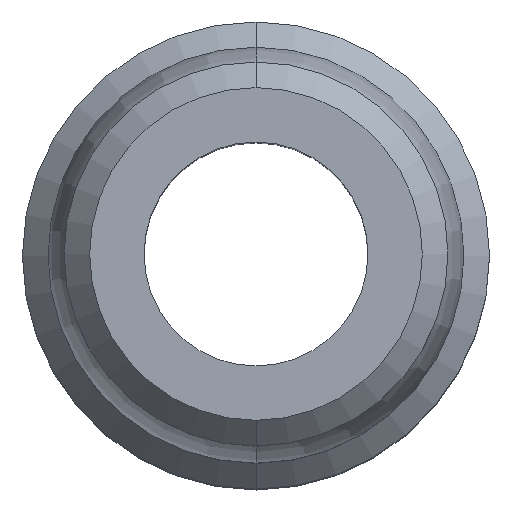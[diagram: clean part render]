
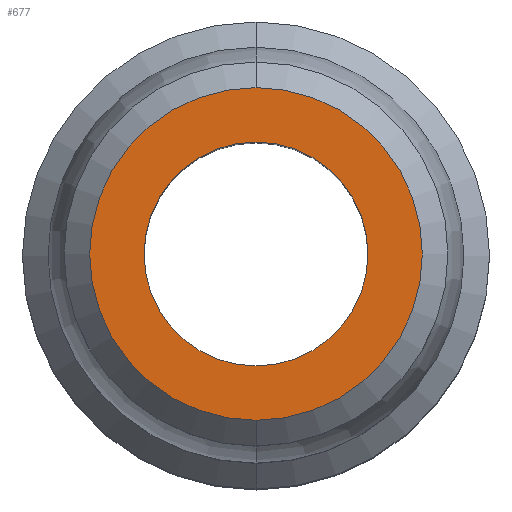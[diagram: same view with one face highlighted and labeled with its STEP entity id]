
A CAD part, top view. The second image highlights one B-rep face of the part: STEP entity #677.
In plain terms, the highlighted planar face has unit normal (0, 0, 1).
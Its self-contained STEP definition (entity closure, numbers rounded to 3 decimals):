
#19 = DIRECTION ( 'NONE',  ( 0., 0., 1. ) ) ;
#21 = DIRECTION ( 'NONE',  ( 0., 0., -1. ) ) ;
#22 = CARTESIAN_POINT ( 'NONE',  ( 0., 6., 45. ) ) ;
#126 = EDGE_CURVE ( 'NONE', #896, #578, #1005, .T. ) ;
#184 = DIRECTION ( 'NONE',  ( 0., -1., 0. ) ) ;
#297 = ORIENTED_EDGE ( 'NONE', *, *, #298, .T. ) ;
#298 = EDGE_CURVE ( 'NONE', #537, #499, #876, .T. ) ;
#336 = DIRECTION ( 'NONE',  ( 0., 0., -1. ) ) ;
#339 = DIRECTION ( 'NONE',  ( 0., 1., 0. ) ) ;
#360 = DIRECTION ( 'NONE',  ( 0., 0., 1. ) ) ;
#368 = CIRCLE ( 'NONE', #542, 3.5 ) ;
#375 = CARTESIAN_POINT ( 'NONE',  ( 0., 5.2, 45. ) ) ;
#377 = CIRCLE ( 'NONE', #947, 5.2 ) ;
#386 = AXIS2_PLACEMENT_3D ( 'NONE', #400, #895, #729 ) ;
#400 = CARTESIAN_POINT ( 'NONE',  ( 0., 0., 45. ) ) ;
#423 = DIRECTION ( 'NONE',  ( 0., 1., 0. ) ) ;
#471 = AXIS2_PLACEMENT_3D ( 'NONE', #575, #336, #423 ) ;
#499 = VERTEX_POINT ( 'NONE', #771 ) ;
#521 = CARTESIAN_POINT ( 'NONE',  ( 0., -3.5, 45. ) ) ;
#537 = VERTEX_POINT ( 'NONE', #521 ) ;
#542 = AXIS2_PLACEMENT_3D ( 'NONE', #832, #21, #339 ) ;
#551 = ORIENTED_EDGE ( 'NONE', *, *, #126, .T. ) ;
#575 = CARTESIAN_POINT ( 'NONE',  ( 0., 0., 45. ) ) ;
#578 = VERTEX_POINT ( 'NONE', #375 ) ;
#629 = EDGE_LOOP ( 'NONE', ( #702, #551 ) ) ;
#638 = EDGE_CURVE ( 'NONE', #578, #896, #377, .T. ) ;
#675 = CARTESIAN_POINT ( 'NONE',  ( 0., 0., 45. ) ) ;
#677 = ADVANCED_FACE ( 'NONE', ( #787, #1031 ), #720, .T. ) ;
#702 = ORIENTED_EDGE ( 'NONE', *, *, #638, .T. ) ;
#720 = PLANE ( 'NONE',  #726 ) ;
#726 = AXIS2_PLACEMENT_3D ( 'NONE', #22, #19, #1019 ) ;
#729 = DIRECTION ( 'NONE',  ( 0., -1., 0. ) ) ;
#732 = EDGE_CURVE ( 'NONE', #499, #537, #368, .T. ) ;
#771 = CARTESIAN_POINT ( 'NONE',  ( 0., 3.5, 45. ) ) ;
#787 = FACE_OUTER_BOUND ( 'NONE', #629, .T. ) ;
#806 = EDGE_LOOP ( 'NONE', ( #856, #297 ) ) ;
#832 = CARTESIAN_POINT ( 'NONE',  ( 0., 0., 45. ) ) ;
#856 = ORIENTED_EDGE ( 'NONE', *, *, #732, .T. ) ;
#876 = CIRCLE ( 'NONE', #471, 3.5 ) ;
#895 = DIRECTION ( 'NONE',  ( 0., 0., 1. ) ) ;
#896 = VERTEX_POINT ( 'NONE', #1012 ) ;
#947 = AXIS2_PLACEMENT_3D ( 'NONE', #675, #360, #184 ) ;
#1005 = CIRCLE ( 'NONE', #386, 5.2 ) ;
#1012 = CARTESIAN_POINT ( 'NONE',  ( 0., -5.2, 45. ) ) ;
#1019 = DIRECTION ( 'NONE',  ( 0., -1., 0. ) ) ;
#1031 = FACE_BOUND ( 'NONE', #806, .T. ) ;
